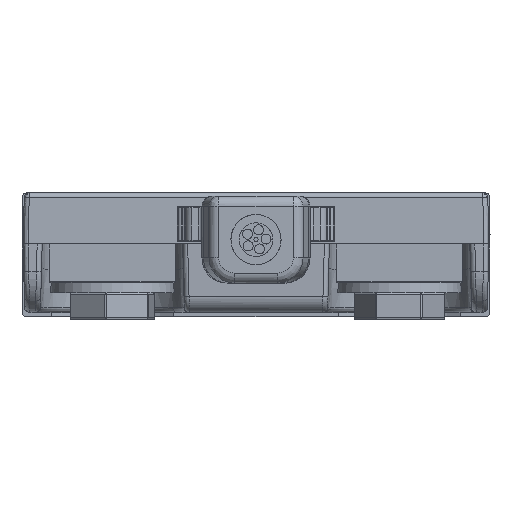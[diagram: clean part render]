
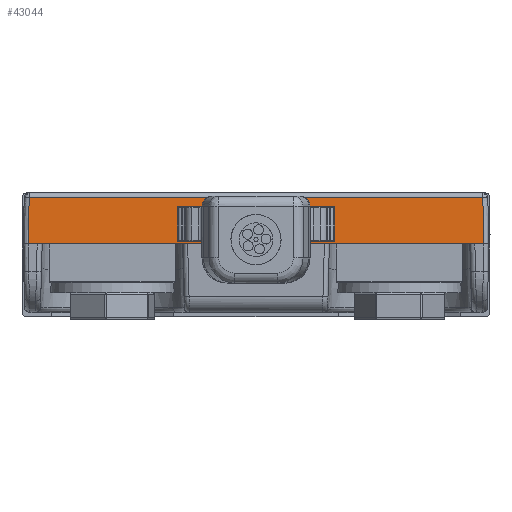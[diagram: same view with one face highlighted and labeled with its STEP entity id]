
A CAD part, left-side view. The second image highlights one B-rep face of the part: STEP entity #43044.
In plain terms, the highlighted planar face has unit normal (-1, 0, 0.026).
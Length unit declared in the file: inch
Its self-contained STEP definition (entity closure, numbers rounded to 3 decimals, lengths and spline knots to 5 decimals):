
#2780 = ORIENTED_EDGE ( 'NONE', *, *, #24988, .T. ) ;
#5154 = VERTEX_POINT ( 'NONE', #16525 ) ;
#5350 = CARTESIAN_POINT ( 'NONE',  ( -8.73427, 2.02199, -0.03441 ) ) ;
#5936 = CARTESIAN_POINT ( 'NONE',  ( -8.7379, 2.69998, -0.17277 ) ) ;
#6941 = VERTEX_POINT ( 'NONE', #78270 ) ;
#8549 = VERTEX_POINT ( 'NONE', #104500 ) ;
#8704 = EDGE_CURVE ( 'NONE', #78972, #6941, #61428, .T. ) ;
#8730 = CARTESIAN_POINT ( 'NONE',  ( -8.7379, 2.01837, -0.17278 ) ) ;
#9883 = DIRECTION ( 'NONE',  ( -0.026, 0., -1. ) ) ;
#11725 = VERTEX_POINT ( 'NONE', #104389 ) ;
#14772 = CARTESIAN_POINT ( 'NONE',  ( -8.7379, 2.48066, -0.17277 ) ) ;
#16089 = DIRECTION ( 'NONE',  ( 0., 1., 0. ) ) ;
#16525 = CARTESIAN_POINT ( 'NONE',  ( -8.7379, 3.3543, -0.17278 ) ) ;
#16767 = EDGE_CURVE ( 'NONE', #94695, #11725, #67771, .T. ) ;
#17618 = ORIENTED_EDGE ( 'NONE', *, *, #86115, .F. ) ;
#18102 = VECTOR ( 'NONE', #80401, 39.37008 ) ;
#19338 = B_SPLINE_CURVE_WITH_KNOTS ( 'NONE', 3,
 ( #8730, #83529, #92634, #59524 ),
 .UNSPECIFIED., .F., .F.,
 ( 4, 4 ),
 ( 0., 1. ),
 .UNSPECIFIED. ) ;
#21252 = PLANE ( 'NONE',  #67873 ) ;
#21439 = VERTEX_POINT ( 'NONE', #92214 ) ;
#23922 = CARTESIAN_POINT ( 'NONE',  ( -8.73427, 2.69998, -0.03441 ) ) ;
#24988 = EDGE_CURVE ( 'NONE', #21439, #5154, #65657, .T. ) ;
#25385 = EDGE_CURVE ( 'NONE', #86456, #8549, #98587, .T. ) ;
#26199 = CARTESIAN_POINT ( 'NONE',  ( -8.7379, 2.69998, -0.17278 ) ) ;
#26399 = DIRECTION ( 'NONE',  ( 1., 0., -0.026 ) ) ;
#30174 = FACE_OUTER_BOUND ( 'NONE', #46589, .T. ) ;
#38649 = ORIENTED_EDGE ( 'NONE', *, *, #25385, .F. ) ;
#40819 = VECTOR ( 'NONE', #16089, 39.37008 ) ;
#41577 = CARTESIAN_POINT ( 'NONE',  ( -8.7379, 2.01837, -0.17278 ) ) ;
#43044 = ADVANCED_FACE ( 'NONE', ( #30174 ), #21252, .F. ) ;
#46035 = CARTESIAN_POINT ( 'NONE',  ( -8.7379, 2.01837, -0.17278 ) ) ;
#46589 = EDGE_LOOP ( 'NONE', ( #108167, #2780, #72617, #79033, #95096, #95335, #38649, #17618, #61698, #59062 ) ) ;
#47575 = CARTESIAN_POINT ( 'NONE',  ( -8.7379, 2.04566, -0.17277 ) ) ;
#47915 = CARTESIAN_POINT ( 'NONE',  ( -8.7379, 3.38159, -0.17278 ) ) ;
#48713 = B_SPLINE_CURVE_WITH_KNOTS ( 'NONE', 3,
 ( #103073, #62577, #87689, #79683 ),
 .UNSPECIFIED., .F., .F.,
 ( 4, 4 ),
 ( 0., 1. ),
 .UNSPECIFIED. ) ;
#50943 = DIRECTION ( 'NONE',  ( 0., 1., 0. ) ) ;
#54394 = EDGE_CURVE ( 'NONE', #58962, #5154, #93048, .T. ) ;
#55222 = CARTESIAN_POINT ( 'NONE',  ( -8.7379, 2.69998, -0.17277 ) ) ;
#55836 = CARTESIAN_POINT ( 'NONE',  ( -8.73548, 2.02079, -0.08053 ) ) ;
#56988 = CARTESIAN_POINT ( 'NONE',  ( -8.7379, 3.3634, -0.17278 ) ) ;
#58270 = VECTOR ( 'NONE', #77740, 39.37008 ) ;
#58962 = VERTEX_POINT ( 'NONE', #67349 ) ;
#59062 = ORIENTED_EDGE ( 'NONE', *, *, #8704, .T. ) ;
#59524 = CARTESIAN_POINT ( 'NONE',  ( -8.7379, 2.04566, -0.17277 ) ) ;
#61428 = LINE ( 'NONE', #23922, #66667 ) ;
#61698 = ORIENTED_EDGE ( 'NONE', *, *, #62756, .F. ) ;
#62577 = CARTESIAN_POINT ( 'NONE',  ( -8.73669, 3.38039, -0.12665 ) ) ;
#62756 = EDGE_CURVE ( 'NONE', #78972, #79804, #85974, .T. ) ;
#65657 = B_SPLINE_CURVE_WITH_KNOTS ( 'NONE', 3,
 ( #47915, #73003, #56988, #82042 ),
 .UNSPECIFIED., .F., .F.,
 ( 4, 4 ),
 ( 0., 1. ),
 .UNSPECIFIED. ) ;
#66112 = CARTESIAN_POINT ( 'NONE',  ( -8.73427, 2.02199, -0.03441 ) ) ;
#66667 = VECTOR ( 'NONE', #50943, 39.37008 ) ;
#67349 = CARTESIAN_POINT ( 'NONE',  ( -8.7379, 2.90431, -0.17277 ) ) ;
#67771 = LINE ( 'NONE', #5936, #18102 ) ;
#67873 = AXIS2_PLACEMENT_3D ( 'NONE', #103644, #26399, #9883 ) ;
#69231 = DIRECTION ( 'NONE',  ( 0., 1., 0. ) ) ;
#70917 = VECTOR ( 'NONE', #69231, 39.37008 ) ;
#71218 = CARTESIAN_POINT ( 'NONE',  ( -8.7379, 2.69998, -0.17277 ) ) ;
#72617 = ORIENTED_EDGE ( 'NONE', *, *, #54394, .F. ) ;
#73003 = CARTESIAN_POINT ( 'NONE',  ( -8.7379, 3.3725, -0.17278 ) ) ;
#77740 = DIRECTION ( 'NONE',  ( 0., 1., 0. ) ) ;
#78270 = CARTESIAN_POINT ( 'NONE',  ( -8.73427, 3.37797, -0.03441 ) ) ;
#78972 = VERTEX_POINT ( 'NONE', #66112 ) ;
#78994 = EDGE_CURVE ( 'NONE', #11725, #58962, #105923, .T. ) ;
#79033 = ORIENTED_EDGE ( 'NONE', *, *, #78994, .F. ) ;
#79439 = LINE ( 'NONE', #71218, #84654 ) ;
#79683 = CARTESIAN_POINT ( 'NONE',  ( -8.73427, 3.37797, -0.03441 ) ) ;
#79804 = VERTEX_POINT ( 'NONE', #41577 ) ;
#80219 = EDGE_CURVE ( 'NONE', #21439, #6941, #48713, .T. ) ;
#80401 = DIRECTION ( 'NONE',  ( 0., 1., 0. ) ) ;
#82042 = CARTESIAN_POINT ( 'NONE',  ( -8.7379, 3.3543, -0.17278 ) ) ;
#83529 = CARTESIAN_POINT ( 'NONE',  ( -8.7379, 2.02747, -0.17277 ) ) ;
#84654 = VECTOR ( 'NONE', #104708, 39.37008 ) ;
#85974 = B_SPLINE_CURVE_WITH_KNOTS ( 'NONE', 3,
 ( #5350, #55836, #95866, #46035 ),
 .UNSPECIFIED., .F., .F.,
 ( 4, 4 ),
 ( 0., 1. ),
 .UNSPECIFIED. ) ;
#86115 = EDGE_CURVE ( 'NONE', #79804, #86456, #19338, .T. ) ;
#86456 = VERTEX_POINT ( 'NONE', #47575 ) ;
#87689 = CARTESIAN_POINT ( 'NONE',  ( -8.73548, 3.37918, -0.08053 ) ) ;
#92214 = CARTESIAN_POINT ( 'NONE',  ( -8.7379, 3.38159, -0.17278 ) ) ;
#92634 = CARTESIAN_POINT ( 'NONE',  ( -8.7379, 2.03657, -0.17277 ) ) ;
#93048 = LINE ( 'NONE', #26199, #70917 ) ;
#94695 = VERTEX_POINT ( 'NONE', #14772 ) ;
#95096 = ORIENTED_EDGE ( 'NONE', *, *, #16767, .F. ) ;
#95335 = ORIENTED_EDGE ( 'NONE', *, *, #107457, .F. ) ;
#95866 = CARTESIAN_POINT ( 'NONE',  ( -8.73669, 2.01958, -0.12665 ) ) ;
#98587 = LINE ( 'NONE', #55222, #58270 ) ;
#103073 = CARTESIAN_POINT ( 'NONE',  ( -8.7379, 3.38159, -0.17278 ) ) ;
#103644 = CARTESIAN_POINT ( 'NONE',  ( -8.73427, 2.01019, -0.03441 ) ) ;
#104389 = CARTESIAN_POINT ( 'NONE',  ( -8.7379, 2.49565, -0.17277 ) ) ;
#104500 = CARTESIAN_POINT ( 'NONE',  ( -8.7379, 2.06066, -0.17277 ) ) ;
#104708 = DIRECTION ( 'NONE',  ( 0., 1., 0. ) ) ;
#105923 = LINE ( 'NONE', #107610, #40819 ) ;
#107457 = EDGE_CURVE ( 'NONE', #8549, #94695, #79439, .T. ) ;
#107610 = CARTESIAN_POINT ( 'NONE',  ( -8.7379, 2.69998, -0.17277 ) ) ;
#108167 = ORIENTED_EDGE ( 'NONE', *, *, #80219, .F. ) ;
